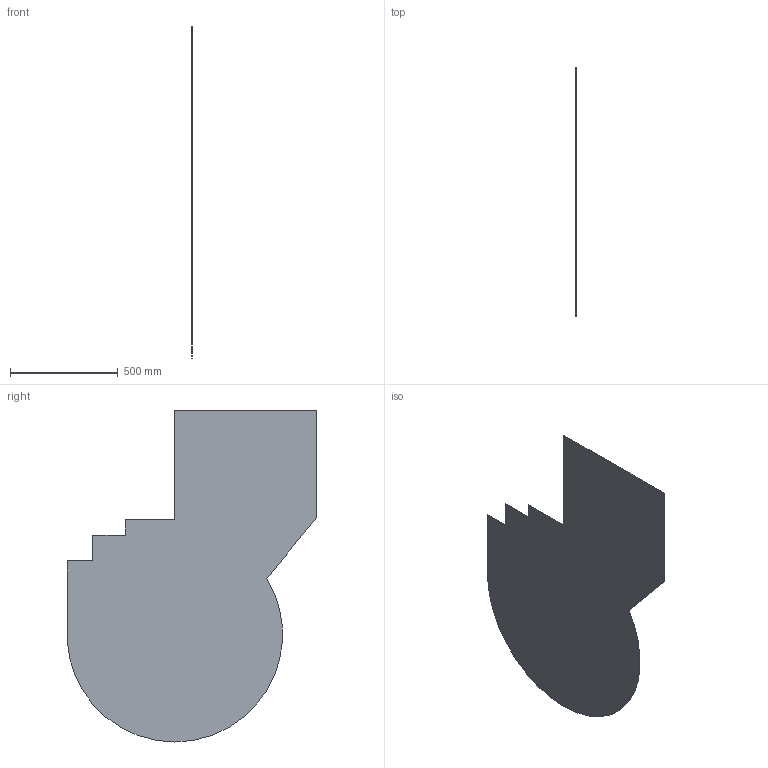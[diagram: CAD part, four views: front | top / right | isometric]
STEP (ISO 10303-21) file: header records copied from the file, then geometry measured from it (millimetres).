
FILE_DESCRIPTION(('Open CASCADE Model'),'2;1');
FILE_NAME('Open CASCADE Shape Model','2014-03-06T00:36:36',('Author'),( 'Open CASCADE'),'Open CASCADE STEP processor 6.5','Open CASCADE 6.5' ,'Unknown');
FILE_SCHEMA(('AUTOMOTIVE_DESIGN_CC2 { 1 2 10303 214 -1 1 5 4 }'));
Length unit declared in the file: millimetre
Products named in the file (1): Shell_front_
Bounding box: 1 x 1157.97 x 1540 mm (x, y, z)
Surface area: 2463751.6 mm2 (no closed solid volume)
Topology: 0 solids, 1 shells, 15 faces, 40 edges, 26 vertices
Faces by surface type: plane 12, cylinder 3
Entity records: 1015 total; most frequent: CARTESIAN_POINT 198, DIRECTION 150, LINE 106, VECTOR 106, ORIENTED_EDGE 78, PCURVE 78, DEFINITIONAL_REPRESENTATION 78, EDGE_CURVE 40
